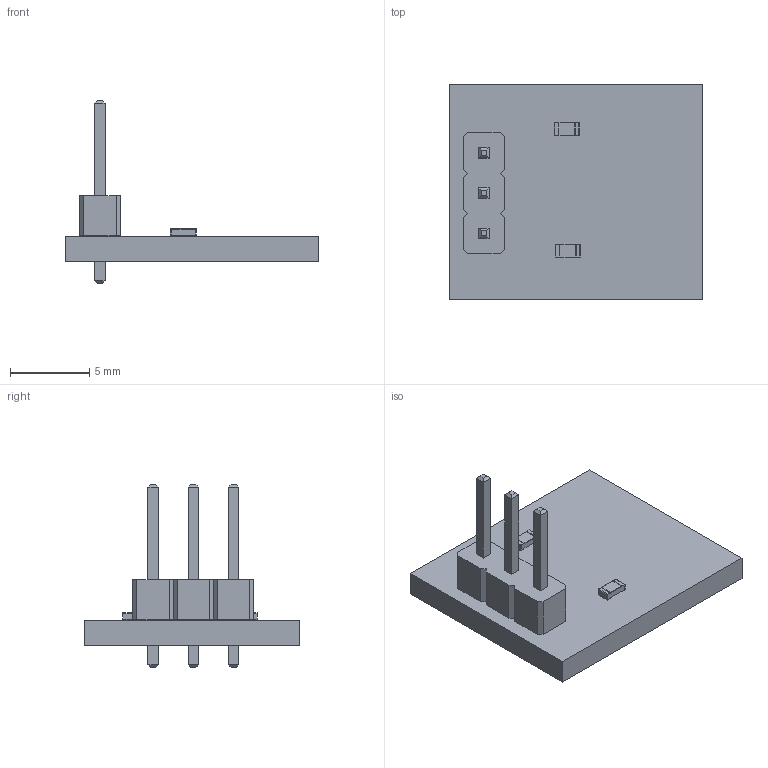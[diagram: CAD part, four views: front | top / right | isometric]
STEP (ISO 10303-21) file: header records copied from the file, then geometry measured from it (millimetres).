
FILE_DESCRIPTION(('KiCad electronic assembly'),'2;1');
FILE_NAME('Amon_led_board.step','2023-05-06T14:35:25',('Pcbnew'),( 'Kicad'),'Open CASCADE STEP processor 7.6','KiCad to STEP converter' ,'Unknown');
FILE_SCHEMA(('AUTOMOTIVE_DESIGN { 1 0 10303 214 1 1 1 1 }'));
Length unit declared in the file: millimetre
Products named in the file (6): Amon_led_board 1; R_0603_1608Metric; SOLID; PinHeader_1x03_P2.54mm_Vertical; PCB
Assembly tree (6 placements, depth 3):
  Amon_led_board 1
    R_0603_1608Metric  x2
      SOLID
    PinHeader_1x03_P2.54mm_Vertical
      SOLID
    PCB
Bounding box: 16 x 13.62 x 11.54 mm (x, y, z)
Volume: 400.8 mm3; surface area: 706.8 mm2
Topology: 4 solids, 4 shells, 137 faces, 337 edges, 214 vertices
Faces by surface type: plane 118, cylinder 19
Full cylindrical faces by diameter (mm): 1 x3
Entity records: 7556 total; most frequent: CARTESIAN_POINT 1179, DIRECTION 1051, LINE 763, VECTOR 763, ORIENTED_EDGE 538, PCURVE 538, DEFINITIONAL_REPRESENTATION 538, EDGE_CURVE 269
